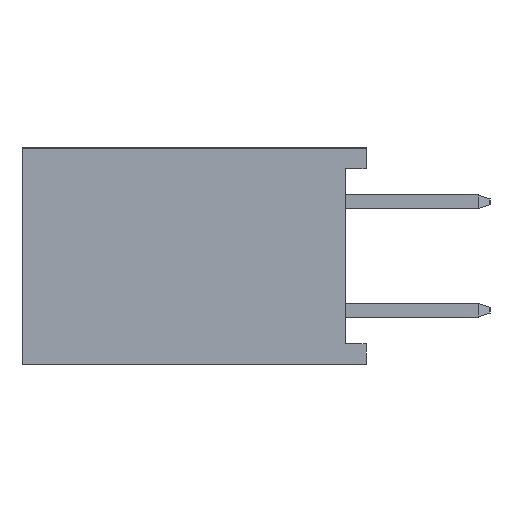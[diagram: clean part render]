
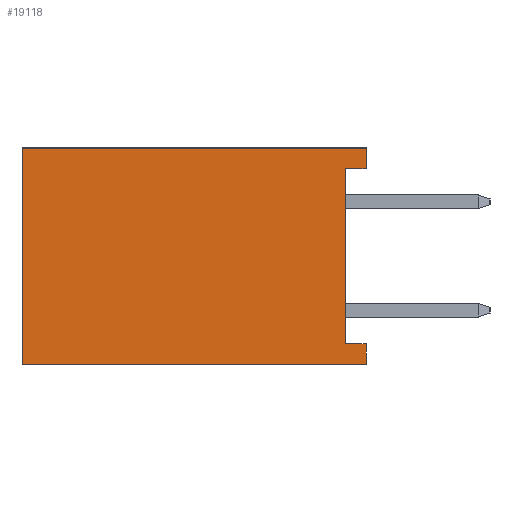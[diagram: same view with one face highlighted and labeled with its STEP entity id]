
A CAD part, left-side view. The second image highlights one B-rep face of the part: STEP entity #19118.
In plain terms, the highlighted planar face has unit normal (-1, 0, 0).
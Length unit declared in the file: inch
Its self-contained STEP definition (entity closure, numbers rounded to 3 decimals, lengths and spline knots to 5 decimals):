
#20 = CARTESIAN_POINT ( 'NONE',  ( -0.00585, 0., 0.142 ) ) ;
#285 = EDGE_CURVE ( 'NONE', #17605, #16352, #9577, .T. ) ;
#400 = VECTOR ( 'NONE', #23106, 39.37008 ) ;
#1056 = ORIENTED_EDGE ( 'NONE', *, *, #9661, .F. ) ;
#2349 = DIRECTION ( 'NONE',  ( 0., -1., 0. ) ) ;
#2636 = ORIENTED_EDGE ( 'NONE', *, *, #27392, .F. ) ;
#2725 = VECTOR ( 'NONE', #14391, 39.37008 ) ;
#3315 = LINE ( 'NONE', #28680, #27466 ) ;
#3543 = VERTEX_POINT ( 'NONE', #15932 ) ;
#4230 = CARTESIAN_POINT ( 'NONE',  ( -0.00585, -0.015, 0.142 ) ) ;
#4311 = CARTESIAN_POINT ( 'NONE',  ( -0.00585, -0.015, 0. ) ) ;
#4350 = DIRECTION ( 'NONE',  ( 0., 0., -1. ) ) ;
#5585 = CARTESIAN_POINT ( 'NONE',  ( -0.00585, -0.015, 0. ) ) ;
#8570 = FACE_OUTER_BOUND ( 'NONE', #34816, .T. ) ;
#9577 = LINE ( 'NONE', #35317, #22419 ) ;
#9661 = EDGE_CURVE ( 'NONE', #36156, #9719, #24111, .T. ) ;
#9719 = VERTEX_POINT ( 'NONE', #31997 ) ;
#10228 = DIRECTION ( 'NONE',  ( 0., 0., 1. ) ) ;
#11286 = CARTESIAN_POINT ( 'NONE',  ( -0.00585, 0., 0.142 ) ) ;
#11735 = EDGE_CURVE ( 'NONE', #34044, #26310, #3315, .T. ) ;
#12329 = CARTESIAN_POINT ( 'NONE',  ( -0.00585, -0.015, 0.157 ) ) ;
#13310 = VECTOR ( 'NONE', #4350, 39.37008 ) ;
#14391 = DIRECTION ( 'NONE',  ( 0., 0., 1. ) ) ;
#15484 = VECTOR ( 'NONE', #27087, 39.37008 ) ;
#15932 = CARTESIAN_POINT ( 'NONE',  ( -0.00585, -0.015, 0.015 ) ) ;
#16352 = VERTEX_POINT ( 'NONE', #11286 ) ;
#16991 = ORIENTED_EDGE ( 'NONE', *, *, #11735, .F. ) ;
#17605 = VERTEX_POINT ( 'NONE', #38914 ) ;
#18234 = VECTOR ( 'NONE', #29477, 39.37008 ) ;
#19118 = ADVANCED_FACE ( 'NONE', ( #8570 ), #23774, .T. ) ;
#19519 = ORIENTED_EDGE ( 'NONE', *, *, #22296, .T. ) ;
#22296 = EDGE_CURVE ( 'NONE', #3543, #17605, #24832, .T. ) ;
#22419 = VECTOR ( 'NONE', #35830, 39.37008 ) ;
#22606 = LINE ( 'NONE', #20, #28953 ) ;
#22851 = ORIENTED_EDGE ( 'NONE', *, *, #285, .T. ) ;
#22885 = CARTESIAN_POINT ( 'NONE',  ( -0.00585, 0.235, 0.157 ) ) ;
#23106 = DIRECTION ( 'NONE',  ( 0., -1., 0. ) ) ;
#23561 = CARTESIAN_POINT ( 'NONE',  ( -0.00585, 0.235, 0.157 ) ) ;
#23774 = PLANE ( 'NONE',  #26817 ) ;
#23810 = EDGE_CURVE ( 'NONE', #3543, #36156, #37546, .T. ) ;
#24111 = LINE ( 'NONE', #29083, #18234 ) ;
#24832 = LINE ( 'NONE', #37668, #15484 ) ;
#26310 = VERTEX_POINT ( 'NONE', #4230 ) ;
#26817 = AXIS2_PLACEMENT_3D ( 'NONE', #35087, #34955, #10228 ) ;
#27087 = DIRECTION ( 'NONE',  ( 0., 1., 0. ) ) ;
#27392 = EDGE_CURVE ( 'NONE', #36155, #34044, #33007, .T. ) ;
#27466 = VECTOR ( 'NONE', #38025, 39.37008 ) ;
#28680 = CARTESIAN_POINT ( 'NONE',  ( -0.00585, -0.015, 0. ) ) ;
#28953 = VECTOR ( 'NONE', #2349, 39.37008 ) ;
#29083 = CARTESIAN_POINT ( 'NONE',  ( -0.00585, 0.235, 0. ) ) ;
#29247 = CARTESIAN_POINT ( 'NONE',  ( -0.00585, 0.235, 0.157 ) ) ;
#29477 = DIRECTION ( 'NONE',  ( 0., 1., 0. ) ) ;
#31832 = ORIENTED_EDGE ( 'NONE', *, *, #39583, .F. ) ;
#31997 = CARTESIAN_POINT ( 'NONE',  ( -0.00585, 0.235, 0. ) ) ;
#33007 = LINE ( 'NONE', #23561, #400 ) ;
#34044 = VERTEX_POINT ( 'NONE', #12329 ) ;
#34816 = EDGE_LOOP ( 'NONE', ( #22851, #35751, #16991, #2636, #31832, #1056, #37532, #19519 ) ) ;
#34955 = DIRECTION ( 'NONE',  ( -1., 0., 0. ) ) ;
#35087 = CARTESIAN_POINT ( 'NONE',  ( -0.00585, -0.015, 0. ) ) ;
#35317 = CARTESIAN_POINT ( 'NONE',  ( -0.00585, 0., 0.142 ) ) ;
#35342 = LINE ( 'NONE', #22885, #2725 ) ;
#35691 = EDGE_CURVE ( 'NONE', #16352, #26310, #22606, .T. ) ;
#35751 = ORIENTED_EDGE ( 'NONE', *, *, #35691, .T. ) ;
#35830 = DIRECTION ( 'NONE',  ( 0., 0., 1. ) ) ;
#36155 = VERTEX_POINT ( 'NONE', #29247 ) ;
#36156 = VERTEX_POINT ( 'NONE', #5585 ) ;
#37532 = ORIENTED_EDGE ( 'NONE', *, *, #23810, .F. ) ;
#37546 = LINE ( 'NONE', #4311, #13310 ) ;
#37668 = CARTESIAN_POINT ( 'NONE',  ( -0.00585, 0., 0.015 ) ) ;
#38025 = DIRECTION ( 'NONE',  ( 0., 0., -1. ) ) ;
#38914 = CARTESIAN_POINT ( 'NONE',  ( -0.00585, 0., 0.015 ) ) ;
#39583 = EDGE_CURVE ( 'NONE', #9719, #36155, #35342, .T. ) ;
